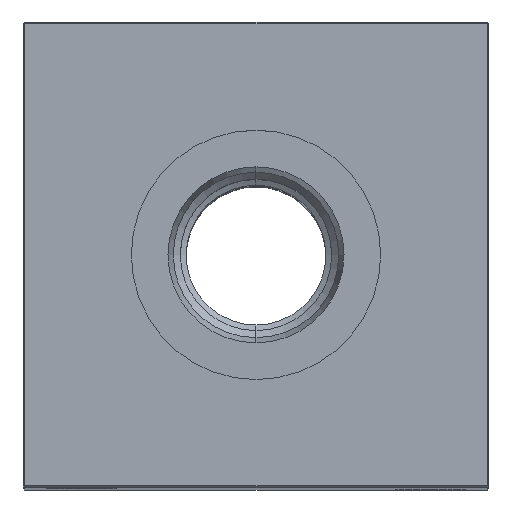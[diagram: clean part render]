
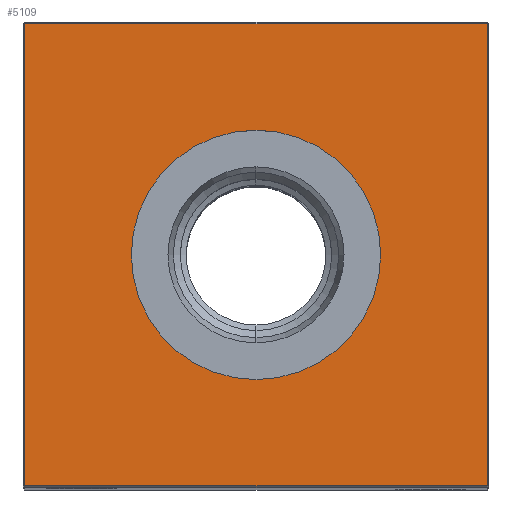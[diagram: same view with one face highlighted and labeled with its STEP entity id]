
A CAD part, top view. The second image highlights one B-rep face of the part: STEP entity #5109.
In plain terms, the highlighted planar face has unit normal (0, 0, 1).
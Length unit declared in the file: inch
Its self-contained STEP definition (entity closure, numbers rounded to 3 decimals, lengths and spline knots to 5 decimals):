
#119 = LINE ( 'NONE', #17263, #9290 ) ;
#1020 = AXIS2_PLACEMENT_3D ( 'NONE', #4282, #25285, #12722 ) ;
#1597 = DIRECTION ( 'NONE',  ( 0., 0., -1. ) ) ;
#1806 = EDGE_CURVE ( 'NONE', #18613, #19238, #18968, .T. ) ;
#1908 = FACE_OUTER_BOUND ( 'NONE', #25298, .T. ) ;
#2121 = CARTESIAN_POINT ( 'NONE',  ( 0., 0.66929, 7. ) ) ;
#2265 = AXIS2_PLACEMENT_3D ( 'NONE', #7144, #9242, #16278 ) ;
#3776 = EDGE_CURVE ( 'NONE', #19238, #4862, #13397, .T. ) ;
#3885 = ORIENTED_EDGE ( 'NONE', *, *, #19050, .T. ) ;
#3899 = ORIENTED_EDGE ( 'NONE', *, *, #4776, .T. ) ;
#4282 = CARTESIAN_POINT ( 'NONE',  ( 0., 0., 7. ) ) ;
#4316 = LINE ( 'NONE', #18601, #27050 ) ;
#4324 = VECTOR ( 'NONE', #16978, 39.37008 ) ;
#4776 = EDGE_CURVE ( 'NONE', #14171, #18613, #4316, .T. ) ;
#4862 = VERTEX_POINT ( 'NONE', #5660 ) ;
#5109 = ADVANCED_FACE ( 'NONE', ( #1908, #6257 ), #19071, .F. ) ;
#5128 = DIRECTION ( 'NONE',  ( 0., -1., 0. ) ) ;
#5660 = CARTESIAN_POINT ( 'NONE',  ( -1.24, -1.24, 7. ) ) ;
#6015 = EDGE_CURVE ( 'NONE', #4862, #14171, #119, .T. ) ;
#6257 = FACE_BOUND ( 'NONE', #9707, .T. ) ;
#6802 = CARTESIAN_POINT ( 'NONE',  ( 1.24, -1.24, 7. ) ) ;
#6809 = AXIS2_PLACEMENT_3D ( 'NONE', #8191, #1597, #22581 ) ;
#7144 = CARTESIAN_POINT ( 'NONE',  ( 0., 0., 7. ) ) ;
#8191 = CARTESIAN_POINT ( 'NONE',  ( 0., 0., 7. ) ) ;
#9242 = DIRECTION ( 'NONE',  ( 0., 0., -1. ) ) ;
#9290 = VECTOR ( 'NONE', #25998, 39.37008 ) ;
#9707 = EDGE_LOOP ( 'NONE', ( #16040, #3885 ) ) ;
#10826 = CIRCLE ( 'NONE', #6809, 0.66929 ) ;
#12722 = DIRECTION ( 'NONE',  ( -1., 0., 0. ) ) ;
#13283 = VERTEX_POINT ( 'NONE', #25792 ) ;
#13397 = LINE ( 'NONE', #13549, #17201 ) ;
#13549 = CARTESIAN_POINT ( 'NONE',  ( -1.24, 0., 7. ) ) ;
#14007 = ORIENTED_EDGE ( 'NONE', *, *, #6015, .T. ) ;
#14171 = VERTEX_POINT ( 'NONE', #6802 ) ;
#15330 = ORIENTED_EDGE ( 'NONE', *, *, #1806, .T. ) ;
#16040 = ORIENTED_EDGE ( 'NONE', *, *, #23298, .T. ) ;
#16278 = DIRECTION ( 'NONE',  ( -1., 0., 0. ) ) ;
#16978 = DIRECTION ( 'NONE',  ( -1., 0., 0. ) ) ;
#17201 = VECTOR ( 'NONE', #5128, 39.37008 ) ;
#17263 = CARTESIAN_POINT ( 'NONE',  ( 0., -1.24, 7. ) ) ;
#18601 = CARTESIAN_POINT ( 'NONE',  ( 1.24, 0., 7. ) ) ;
#18613 = VERTEX_POINT ( 'NONE', #20400 ) ;
#18968 = LINE ( 'NONE', #25440, #4324 ) ;
#19050 = EDGE_CURVE ( 'NONE', #13283, #21697, #20727, .T. ) ;
#19071 = PLANE ( 'NONE',  #1020 ) ;
#19238 = VERTEX_POINT ( 'NONE', #25017 ) ;
#20400 = CARTESIAN_POINT ( 'NONE',  ( 1.24, 1.24, 7. ) ) ;
#20727 = CIRCLE ( 'NONE', #2265, 0.66929 ) ;
#21697 = VERTEX_POINT ( 'NONE', #2121 ) ;
#22581 = DIRECTION ( 'NONE',  ( -1., 0., 0. ) ) ;
#23298 = EDGE_CURVE ( 'NONE', #21697, #13283, #10826, .T. ) ;
#24509 = ORIENTED_EDGE ( 'NONE', *, *, #3776, .T. ) ;
#25017 = CARTESIAN_POINT ( 'NONE',  ( -1.24, 1.24, 7. ) ) ;
#25285 = DIRECTION ( 'NONE',  ( 0., 0., -1. ) ) ;
#25298 = EDGE_LOOP ( 'NONE', ( #24509, #14007, #3899, #15330 ) ) ;
#25440 = CARTESIAN_POINT ( 'NONE',  ( 0., 1.24, 7. ) ) ;
#25792 = CARTESIAN_POINT ( 'NONE',  ( 0., -0.66929, 7. ) ) ;
#25998 = DIRECTION ( 'NONE',  ( 1., 0., 0. ) ) ;
#27050 = VECTOR ( 'NONE', #27192, 39.37008 ) ;
#27192 = DIRECTION ( 'NONE',  ( 0., 1., 0. ) ) ;
